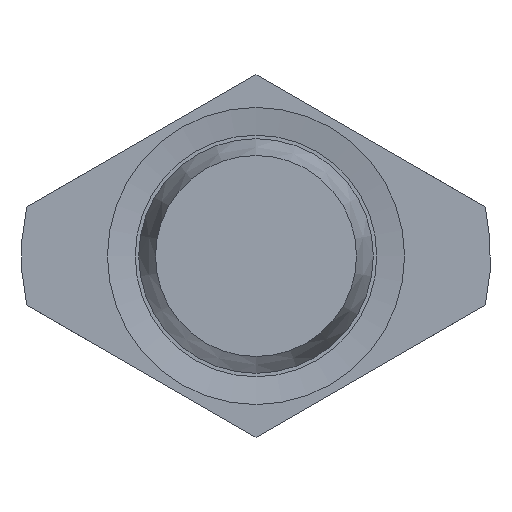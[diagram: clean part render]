
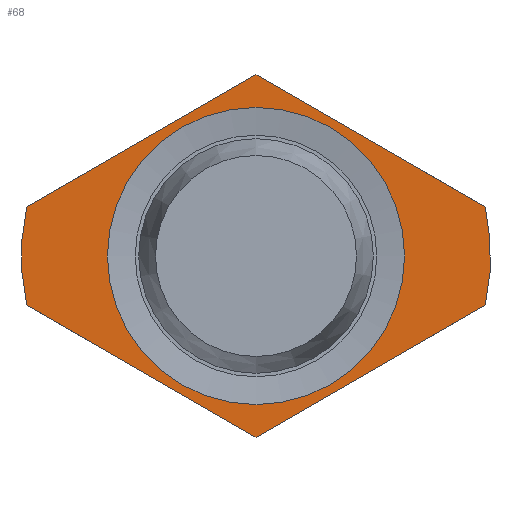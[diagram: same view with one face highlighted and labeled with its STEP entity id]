
A CAD part, front view. The second image highlights one B-rep face of the part: STEP entity #68.
In plain terms, the highlighted planar face has unit normal (0, -1, 0).
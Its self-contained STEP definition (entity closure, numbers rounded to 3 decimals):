
#68 = ADVANCED_FACE( '', ( #140, #141 ), #142, .F. );
#140 = FACE_BOUND( '', #215, .T. );
#141 = FACE_OUTER_BOUND( '', #216, .T. );
#142 = PLANE( '', #217 );
#215 = EDGE_LOOP( '', ( #340 ) );
#216 = EDGE_LOOP( '', ( #341, #342, #343, #344, #345, #346 ) );
#217 = AXIS2_PLACEMENT_3D( '', #347, #348, #349 );
#340 = ORIENTED_EDGE( '', *, *, #445, .F. );
#341 = ORIENTED_EDGE( '', *, *, #412, .T. );
#342 = ORIENTED_EDGE( '', *, *, #438, .F. );
#343 = ORIENTED_EDGE( '', *, *, #435, .F. );
#344 = ORIENTED_EDGE( '', *, *, #446, .T. );
#345 = ORIENTED_EDGE( '', *, *, #447, .F. );
#346 = ORIENTED_EDGE( '', *, *, #426, .F. );
#347 = CARTESIAN_POINT( '', ( 6., 0., 0. ) );
#348 = DIRECTION( '', ( 0., 1., 0. ) );
#349 = DIRECTION( '', ( 0., 0., 1. ) );
#412 = EDGE_CURVE( '', #479, #477, #480, .T. );
#426 = EDGE_CURVE( '', #479, #501, #502, .T. );
#435 = EDGE_CURVE( '', #512, #514, #515, .T. );
#438 = EDGE_CURVE( '', #514, #477, #518, .T. );
#445 = EDGE_CURVE( '', #527, #527, #528, .T. );
#446 = EDGE_CURVE( '', #512, #529, #530, .T. );
#447 = EDGE_CURVE( '', #501, #529, #531, .T. );
#477 = VERTEX_POINT( '', #569 );
#479 = VERTEX_POINT( '', #572 );
#480 = CIRCLE( '', #573, 6. );
#501 = VERTEX_POINT( '', #605 );
#502 = LINE( '', #606, #607 );
#512 = VERTEX_POINT( '', #645 );
#514 = VERTEX_POINT( '', #648 );
#515 = LINE( '', #649, #650 );
#518 = LINE( '', #654, #655 );
#527 = VERTEX_POINT( '', #673 );
#528 = CIRCLE( '', #674, 3.8 );
#529 = VERTEX_POINT( '', #675 );
#530 = CIRCLE( '', #676, 6. );
#531 = LINE( '', #677, #678 );
#569 = CARTESIAN_POINT( '', ( -5.868, 0., -1.25 ) );
#572 = CARTESIAN_POINT( '', ( -5.868, 0., 1.25 ) );
#573 = AXIS2_PLACEMENT_3D( '', #708, #709, #710 );
#605 = CARTESIAN_POINT( '', ( 0., 0., 4.638 ) );
#606 = CARTESIAN_POINT( '', ( -5.868, 0., 1.25 ) );
#607 = VECTOR( '', #725, 1000. );
#645 = CARTESIAN_POINT( '', ( 5.868, 0., -1.25 ) );
#648 = CARTESIAN_POINT( '', ( 0., 0., -4.638 ) );
#649 = CARTESIAN_POINT( '', ( 5.868, 0., -1.25 ) );
#650 = VECTOR( '', #731, 1000. );
#654 = CARTESIAN_POINT( '', ( 0., 0., -4.638 ) );
#655 = VECTOR( '', #733, 1000. );
#673 = CARTESIAN_POINT( '', ( 0., 0., -3.8 ) );
#674 = AXIS2_PLACEMENT_3D( '', #740, #741, #742 );
#675 = CARTESIAN_POINT( '', ( 5.868, 0., 1.25 ) );
#676 = AXIS2_PLACEMENT_3D( '', #743, #744, #745 );
#677 = CARTESIAN_POINT( '', ( 0., 0., 4.638 ) );
#678 = VECTOR( '', #746, 1000. );
#708 = CARTESIAN_POINT( '', ( 0., 0., 0. ) );
#709 = DIRECTION( '', ( 0., -1., 0. ) );
#710 = DIRECTION( '', ( 0., 0., -1. ) );
#725 = DIRECTION( '', ( 0.866, 0., 0.5 ) );
#731 = DIRECTION( '', ( -0.866, 0., -0.5 ) );
#733 = DIRECTION( '', ( -0.866, 0., 0.5 ) );
#740 = CARTESIAN_POINT( '', ( 0., 0., 0. ) );
#741 = DIRECTION( '', ( 0., -1., 0. ) );
#742 = DIRECTION( '', ( 0., 0., -1. ) );
#743 = CARTESIAN_POINT( '', ( 0., 0., 0. ) );
#744 = DIRECTION( '', ( 0., -1., 0. ) );
#745 = DIRECTION( '', ( 0., 0., -1. ) );
#746 = DIRECTION( '', ( 0.866, 0., -0.5 ) );
